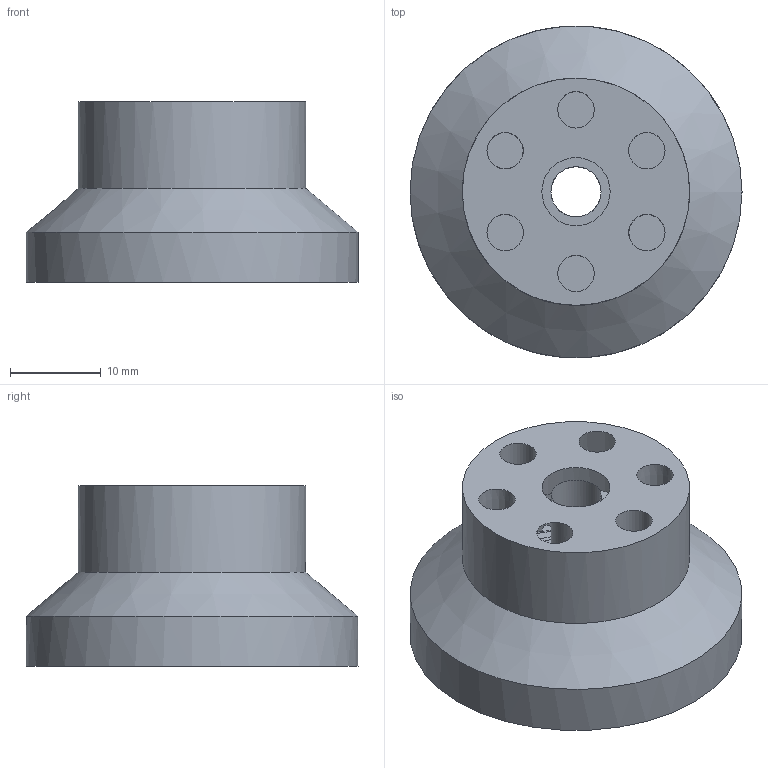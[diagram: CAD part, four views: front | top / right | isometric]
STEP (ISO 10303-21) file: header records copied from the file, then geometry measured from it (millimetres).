
FILE_DESCRIPTION(/* description */ (''),/* implementation_level */ '2;1');
FILE_NAME(/* name */ 'Circual spline new 52t v5.step',/* time_stamp */ '2024-05-28T16:41:21+02:00',/* author */ (''),/* organization */ (''),/* preprocessor_version */ 'ST-DEVELOPER v20',/* originating_system */ 'Autodesk Translation Framework v13.14.0.145',/* authorisation */ '');
FILE_SCHEMA (('AUTOMOTIVE_DESIGN { 1 0 10303 214 3 1 1 }'));
Length unit declared in the file: millimetre
Products named in the file (1): Circual spline new 52t
Bounding box: 36.5 x 36.5 x 19.85 mm (x, y, z)
Volume: 9000 mm3; surface area: 5298.3 mm2
Topology: 1 solids, 1 shells, 239 faces, 994 edges, 768 vertices
Faces by surface type: plane 169, cylinder 58, cone 8, torus 4
Full cylindrical faces by diameter (mm): 4 x2, 5.5 x1, 18.4 x1, 24.989 x1, 36.5 x1
Entity records: 11104 total; most frequent: CARTESIAN_POINT 2341, ORIENTED_EDGE 1988, DIRECTION 1804, EDGE_CURVE 994, VERTEX_POINT 768, AXIS2_PLACEMENT_3D 608, LINE 588, VECTOR 588
